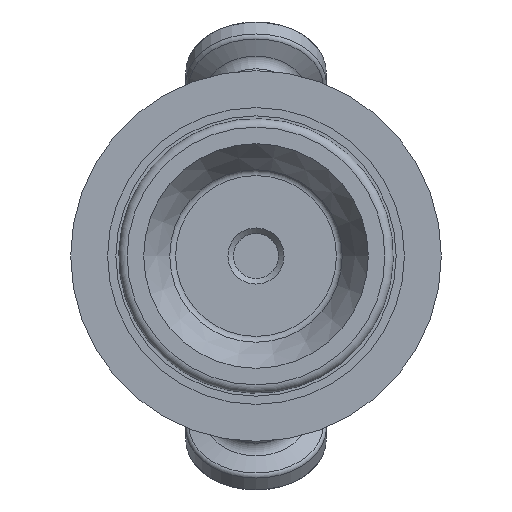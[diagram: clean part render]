
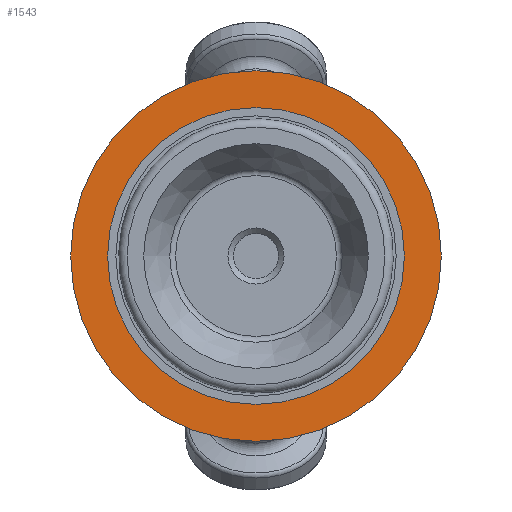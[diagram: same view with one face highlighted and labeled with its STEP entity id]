
A CAD part, front view. The second image highlights one B-rep face of the part: STEP entity #1543.
In plain terms, the highlighted planar face has unit normal (0, -1, 0).
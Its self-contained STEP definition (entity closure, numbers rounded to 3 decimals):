
#27=FACE_BOUND('',#520,.T.);
#413=FACE_OUTER_BOUND('',#519,.T.);
#519=EDGE_LOOP('',(#1353));
#520=EDGE_LOOP('',(#1354));
#650=CIRCLE('',#1771,26.425);
#651=CIRCLE('',#1773,33.);
#789=VERTEX_POINT('',#2816);
#790=VERTEX_POINT('',#2820);
#979=EDGE_CURVE('',#789,#789,#650,.T.);
#981=EDGE_CURVE('',#790,#790,#651,.T.);
#1353=ORIENTED_EDGE('',*,*,#981,.F.);
#1354=ORIENTED_EDGE('',*,*,#979,.T.);
#1468=PLANE('',#1772);
#1543=ADVANCED_FACE('',(#413,#27),#1468,.T.);
#1771=AXIS2_PLACEMENT_3D('',#2817,#2230,#2231);
#1772=AXIS2_PLACEMENT_3D('',#2819,#2233,#2234);
#1773=AXIS2_PLACEMENT_3D('',#2821,#2235,#2236);
#2230=DIRECTION('center_axis',(0.,1.,0.));
#2231=DIRECTION('ref_axis',(-1.,0.,0.));
#2233=DIRECTION('center_axis',(0.,-1.,0.));
#2234=DIRECTION('ref_axis',(0.,0.,-1.));
#2235=DIRECTION('center_axis',(0.,1.,0.));
#2236=DIRECTION('ref_axis',(-1.,0.,0.));
#2816=CARTESIAN_POINT('',(26.425,12.25,0.));
#2817=CARTESIAN_POINT('Origin',(0.,12.25,0.));
#2819=CARTESIAN_POINT('Origin',(-29.713,12.25,0.));
#2820=CARTESIAN_POINT('',(33.,12.25,0.));
#2821=CARTESIAN_POINT('Origin',(0.,12.25,0.));
